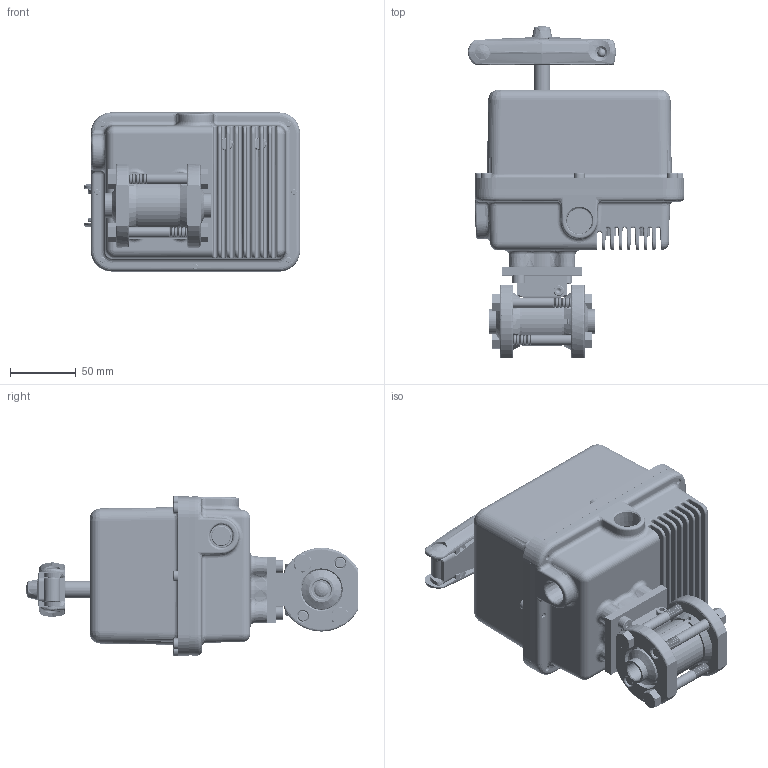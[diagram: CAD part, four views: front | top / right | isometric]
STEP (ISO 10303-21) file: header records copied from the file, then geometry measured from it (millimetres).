
FILE_DESCRIPTION (( 'STEP AP203' ), '1' );
FILE_NAME ('24XXSWF600.step', '2018-03-22T19:38:25', ( '' ), ( '' ), 'SwSTEP 2.0', 'SolidWorks 2017', '' );
FILE_SCHEMA (( 'CONFIG_CONTROL_DESIGN' ));
Products named in the file (1): 24XXSWF600
Bounding box: 163.85 x 251.68 x 121.31 mm (x, y, z)
Volume: 705094.2 mm3; surface area: 310667.3 mm2
Topology: 33 solids, 33 shells, 3806 faces, 9619 edges, 5956 vertices
Faces by surface type: cone 1345, cylinder 964, plane 860, bspline 444, torus 143, sphere 50
Entity records: 147908 total; most frequent: CARTESIAN_POINT 59408, ORIENTED_EDGE 19080, DIRECTION 18183, EDGE_CURVE 9540, AXIS2_PLACEMENT_3D 7148, VERTEX_POINT 5947, EDGE_LOOP 4065, LINE 3887
